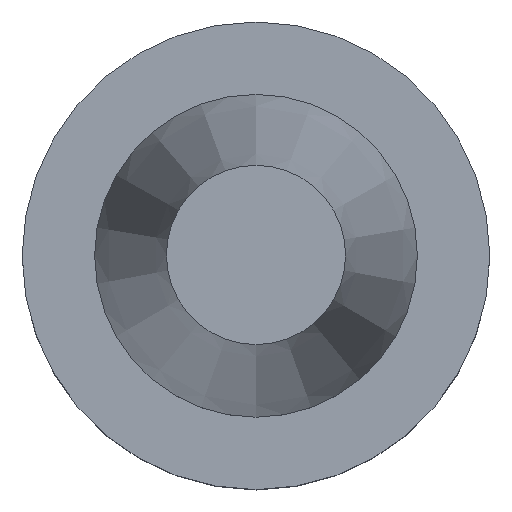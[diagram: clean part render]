
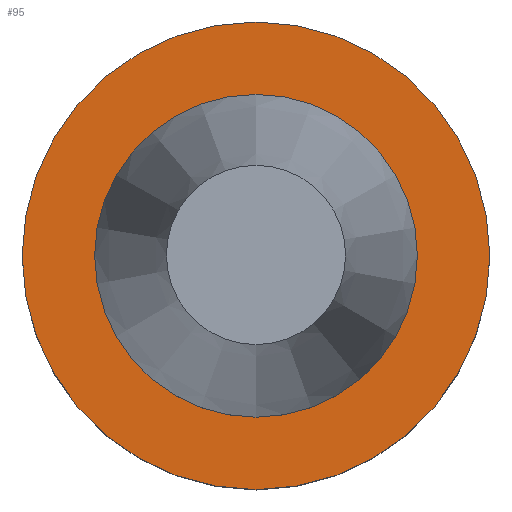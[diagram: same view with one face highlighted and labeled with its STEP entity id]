
A CAD part, top view. The second image highlights one B-rep face of the part: STEP entity #95.
In plain terms, the highlighted planar face has unit normal (0, 0, 1).
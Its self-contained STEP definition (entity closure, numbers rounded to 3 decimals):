
#75=EDGE_CURVE('Unnamed[1]',#201,#201,#202,.T.);
#95=ADVANCED_FACE('Unnamed[1]',(#232,#233),#234,.T.);
#132=EDGE_CURVE('Unnamed[1]',#290,#290,#291,.T.);
#201=VERTEX_POINT('',#377);
#202=CIRCLE('',#378,23.0);
#232=FACE_OUTER_BOUND('',#416,.T.);
#233=FACE_BOUND('',#417,.T.);
#234=PLANE('',#418);
#290=VERTEX_POINT('',#487);
#291=CIRCLE('',#488,15.875);
#377=CARTESIAN_POINT('',(0.,23.0,-1.));
#378=AXIS2_PLACEMENT_3D('',#580,#581,#582);
#416=EDGE_LOOP('',(#614));
#417=EDGE_LOOP('',(#615));
#418=AXIS2_PLACEMENT_3D('',#616,#617,#618);
#487=CARTESIAN_POINT('',(0.,15.875,-1.));
#488=AXIS2_PLACEMENT_3D('',#679,#680,#681);
#580=CARTESIAN_POINT('',(0.,0.,-1.0));
#581=DIRECTION('',(0.,0.,-1.0));
#582=DIRECTION('',(0.,1.0,0.));
#614=ORIENTED_EDGE('',*,*,#75,.F.);
#615=ORIENTED_EDGE('',*,*,#132,.T.);
#616=CARTESIAN_POINT('',(0.,19.438,-1.));
#617=DIRECTION('',(0.,0.,1.0));
#618=DIRECTION('',(0.,-1.0,0.));
#679=CARTESIAN_POINT('',(0.,0.,-1.0));
#680=DIRECTION('',(0.,0.,-1.0));
#681=DIRECTION('',(0.,1.0,0.));
